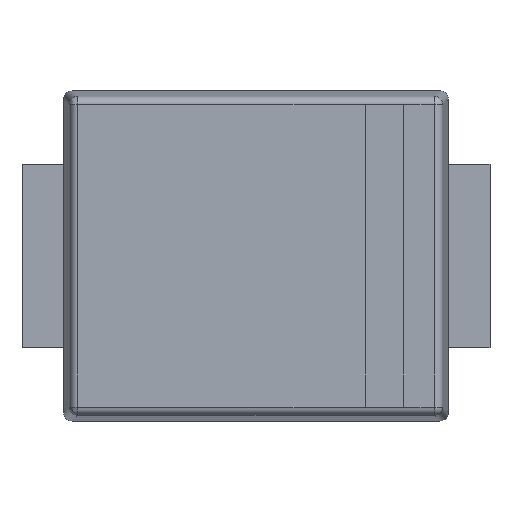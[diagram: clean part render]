
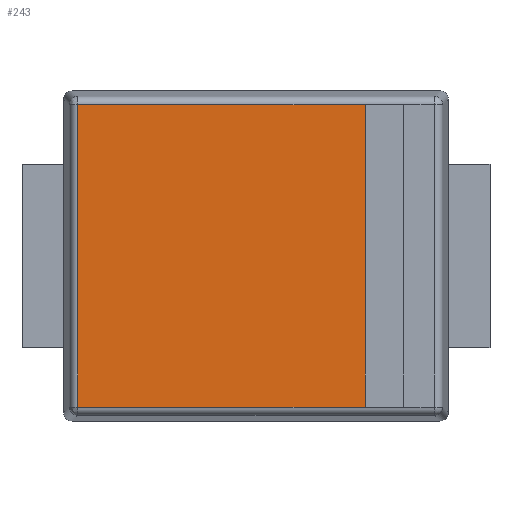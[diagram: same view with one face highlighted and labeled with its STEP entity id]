
A CAD part, top view. The second image highlights one B-rep face of the part: STEP entity #243.
In plain terms, the highlighted planar face has unit normal (0, 0, 1).
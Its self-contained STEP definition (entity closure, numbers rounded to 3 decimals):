
#243=ADVANCED_FACE('',(#741),#743,.T.);
#741=FACE_BOUND('',#742,.T.);
#742=EDGE_LOOP('',(#1143,#1144,#1145,#1146));
#743=PLANE('',#744);
#744=AXIS2_PLACEMENT_3D('',#745,#746,#747);
#745=CARTESIAN_POINT('',(0.,0.,1.1));
#746=DIRECTION('',(0.,0.,1.));
#747=DIRECTION('',(1.,0.,0.));
#1143=ORIENTED_EDGE('',*,*,#1378,.T.);
#1144=ORIENTED_EDGE('',*,*,#1379,.T.);
#1145=ORIENTED_EDGE('',*,*,#1380,.T.);
#1146=ORIENTED_EDGE('',*,*,#1376,.F.);
#1376=EDGE_CURVE('',#1543,#1545,#1546,.T.);
#1378=EDGE_CURVE('',#1543,#1548,#1549,.T.);
#1379=EDGE_CURVE('',#1548,#1550,#1551,.T.);
#1380=EDGE_CURVE('',#1550,#1545,#1552,.T.);
#1543=VERTEX_POINT('',#1859);
#1545=VERTEX_POINT('',#1863);
#1546=LINE('',#1864,#1865);
#1548=VERTEX_POINT('',#1870);
#1549=LINE('',#1871,#1872);
#1550=VERTEX_POINT('',#1874);
#1551=LINE('',#1875,#1876);
#1552=LINE('',#1878,#1879);
#1859=CARTESIAN_POINT('',(1.306,1.809,1.1));
#1863=CARTESIAN_POINT('',(1.306,-1.809,1.1));
#1864=CARTESIAN_POINT('',(1.306,1.809,1.1));
#1865=VECTOR('',#1866,1.);
#1866=DIRECTION('',(0.,-1.,0.));
#1870=CARTESIAN_POINT('',(-2.134,1.809,1.1));
#1871=CARTESIAN_POINT('',(1.306,1.809,1.1));
#1872=VECTOR('',#1873,1.);
#1873=DIRECTION('',(-1.,0.,0.));
#1874=CARTESIAN_POINT('',(-2.134,-1.809,1.1));
#1875=CARTESIAN_POINT('',(-2.134,1.809,1.1));
#1876=VECTOR('',#1877,1.);
#1877=DIRECTION('',(0.,-1.,0.));
#1878=CARTESIAN_POINT('',(-2.134,-1.809,1.1));
#1879=VECTOR('',#1880,1.);
#1880=DIRECTION('',(1.,0.,0.));
